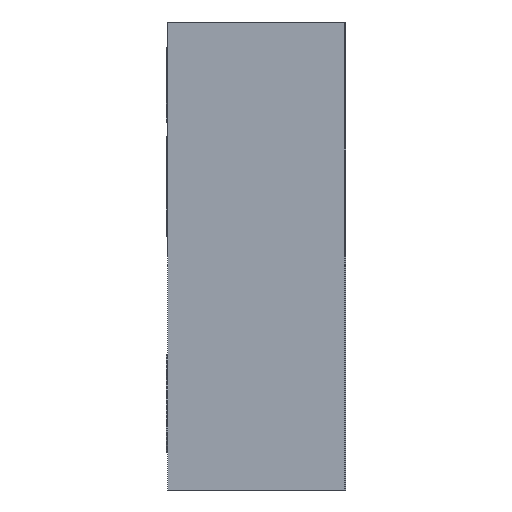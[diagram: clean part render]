
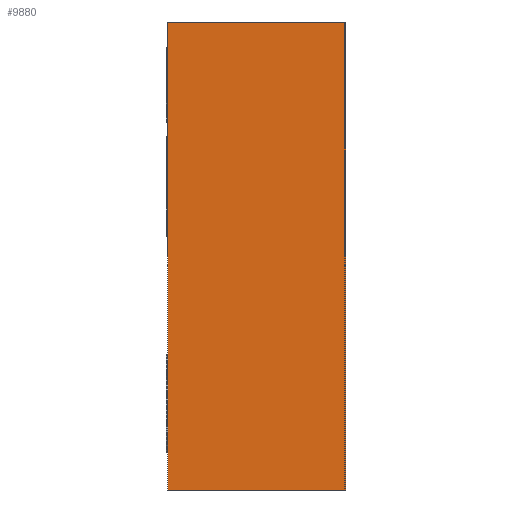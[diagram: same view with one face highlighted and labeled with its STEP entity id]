
A CAD part, left-side view. The second image highlights one B-rep face of the part: STEP entity #9880.
In plain terms, the highlighted planar face has unit normal (-1, 0, 0).
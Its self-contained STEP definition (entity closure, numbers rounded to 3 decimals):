
#354 = CARTESIAN_POINT ( 'NONE',  ( -0.01, 1.51, -4. ) ) ;
#449 = VERTEX_POINT ( 'NONE', #9331 ) ;
#576 = CARTESIAN_POINT ( 'NONE',  ( -0.01, -0.01, -4. ) ) ;
#683 = CARTESIAN_POINT ( 'NONE',  ( -0.01, 1.51, 0. ) ) ;
#984 = EDGE_CURVE ( 'NONE', #9377, #3010, #2452, .T. ) ;
#1866 = EDGE_CURVE ( 'NONE', #449, #10413, #9453, .T. ) ;
#2278 = VECTOR ( 'NONE', #7550, 1000. ) ;
#2452 = LINE ( 'NONE', #13239, #11376 ) ;
#3010 = VERTEX_POINT ( 'NONE', #354 ) ;
#3889 = VECTOR ( 'NONE', #9065, 1000. ) ;
#5268 = CARTESIAN_POINT ( 'NONE',  ( -0.01, 1.51, -4. ) ) ;
#5466 = ORIENTED_EDGE ( 'NONE', *, *, #9298, .T. ) ;
#6200 = ORIENTED_EDGE ( 'NONE', *, *, #10342, .T. ) ;
#6550 = PLANE ( 'NONE',  #11299 ) ;
#6734 = DIRECTION ( 'NONE',  ( 0., 1., 0. ) ) ;
#7550 = DIRECTION ( 'NONE',  ( 0., -1., 0. ) ) ;
#7738 = DIRECTION ( 'NONE',  ( -1., 0., 0. ) ) ;
#8485 = DIRECTION ( 'NONE',  ( 0., 0., -1. ) ) ;
#8775 = VECTOR ( 'NONE', #6734, 1000. ) ;
#9065 = DIRECTION ( 'NONE',  ( 0., 0., 1. ) ) ;
#9298 = EDGE_CURVE ( 'NONE', #3010, #449, #10477, .T. ) ;
#9331 = CARTESIAN_POINT ( 'NONE',  ( -0.01, -0.01, -4. ) ) ;
#9377 = VERTEX_POINT ( 'NONE', #683 ) ;
#9453 = LINE ( 'NONE', #576, #3889 ) ;
#9503 = LINE ( 'NONE', #11566, #8775 ) ;
#9880 = ADVANCED_FACE ( 'NONE', ( #12528 ), #6550, .T. ) ;
#10342 = EDGE_CURVE ( 'NONE', #10413, #9377, #9503, .T. ) ;
#10413 = VERTEX_POINT ( 'NONE', #13047 ) ;
#10477 = LINE ( 'NONE', #5268, #2278 ) ;
#11218 = ORIENTED_EDGE ( 'NONE', *, *, #1866, .T. ) ;
#11299 = AXIS2_PLACEMENT_3D ( 'NONE', #14732, #7738, #11344 ) ;
#11344 = DIRECTION ( 'NONE',  ( 0., 0., 1. ) ) ;
#11376 = VECTOR ( 'NONE', #8485, 1000. ) ;
#11566 = CARTESIAN_POINT ( 'NONE',  ( -0.01, 1.51, 0. ) ) ;
#12528 = FACE_OUTER_BOUND ( 'NONE', #13473, .T. ) ;
#13047 = CARTESIAN_POINT ( 'NONE',  ( -0.01, -0.01, 0. ) ) ;
#13239 = CARTESIAN_POINT ( 'NONE',  ( -0.01, 1.51, -4. ) ) ;
#13473 = EDGE_LOOP ( 'NONE', ( #5466, #11218, #6200, #14391 ) ) ;
#14391 = ORIENTED_EDGE ( 'NONE', *, *, #984, .T. ) ;
#14732 = CARTESIAN_POINT ( 'NONE',  ( -0.01, 0., 0. ) ) ;
